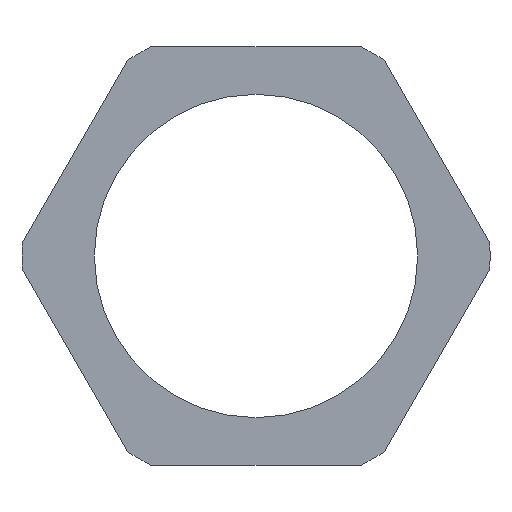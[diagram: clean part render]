
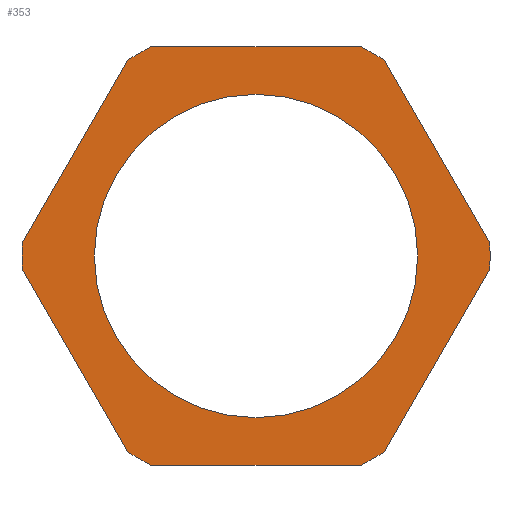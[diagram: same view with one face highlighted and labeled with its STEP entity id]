
A CAD part, front view. The second image highlights one B-rep face of the part: STEP entity #353.
In plain terms, the highlighted planar face has unit normal (0, -1, 0).
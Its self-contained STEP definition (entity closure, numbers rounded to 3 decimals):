
#9 = AXIS2_PLACEMENT_3D ( 'NONE', #317, #161, #446 ) ;
#15 = AXIS2_PLACEMENT_3D ( 'NONE', #305, #480, #184 ) ;
#19 = VECTOR ( 'NONE', #144, 1000. ) ;
#27 = CARTESIAN_POINT ( 'NONE',  ( -27.829, -3.5, -1.599 ) ) ;
#32 = FACE_OUTER_BOUND ( 'NONE', #472, .T. ) ;
#33 = DIRECTION ( 'NONE',  ( 0.5, 0., 0.866 ) ) ;
#36 = DIRECTION ( 'NONE',  ( 0., -1., 0. ) ) ;
#37 = CARTESIAN_POINT ( 'NONE',  ( 12.53, -3.5, 24.9 ) ) ;
#38 = ORIENTED_EDGE ( 'NONE', *, *, #512, .T. ) ;
#40 = ORIENTED_EDGE ( 'NONE', *, *, #423, .F. ) ;
#42 = AXIS2_PLACEMENT_3D ( 'NONE', #81, #36, #495 ) ;
#45 = DIRECTION ( 'NONE',  ( 0., 0., 1. ) ) ;
#47 = VERTEX_POINT ( 'NONE', #293 ) ;
#49 = DIRECTION ( 'NONE',  ( 0., 0., 1. ) ) ;
#53 = EDGE_CURVE ( 'NONE', #242, #54, #443, .T. ) ;
#54 = VERTEX_POINT ( 'NONE', #55 ) ;
#55 = CARTESIAN_POINT ( 'NONE',  ( 0., -3.5, -19.25 ) ) ;
#70 = ORIENTED_EDGE ( 'NONE', *, *, #53, .T. ) ;
#73 = CARTESIAN_POINT ( 'NONE',  ( 15.299, -3.5, -23.301 ) ) ;
#75 = DIRECTION ( 'NONE',  ( 0., 0., 1. ) ) ;
#81 = CARTESIAN_POINT ( 'NONE',  ( 0., -3.5, 0. ) ) ;
#83 = EDGE_CURVE ( 'NONE', #47, #328, #99, .T. ) ;
#87 = CARTESIAN_POINT ( 'NONE',  ( 0., -3.5, 0. ) ) ;
#89 = CIRCLE ( 'NONE', #398, 27.875 ) ;
#91 = VECTOR ( 'NONE', #149, 1000. ) ;
#99 = LINE ( 'NONE', #523, #19 ) ;
#105 = CARTESIAN_POINT ( 'NONE',  ( -15.299, -3.5, 23.301 ) ) ;
#109 = CIRCLE ( 'NONE', #372, 27.875 ) ;
#120 = VERTEX_POINT ( 'NONE', #297 ) ;
#124 = CARTESIAN_POINT ( 'NONE',  ( -28.752, -3.5, 0. ) ) ;
#130 = DIRECTION ( 'NONE',  ( 0., -1., 0. ) ) ;
#133 = LINE ( 'NONE', #540, #347 ) ;
#136 = AXIS2_PLACEMENT_3D ( 'NONE', #323, #280, #75 ) ;
#139 = CIRCLE ( 'NONE', #42, 27.875 ) ;
#144 = DIRECTION ( 'NONE',  ( -0.5, 0., 0.866 ) ) ;
#145 = ORIENTED_EDGE ( 'NONE', *, *, #517, .T. ) ;
#149 = DIRECTION ( 'NONE',  ( 0.5, 0., -0.866 ) ) ;
#151 = VERTEX_POINT ( 'NONE', #105 ) ;
#154 = AXIS2_PLACEMENT_3D ( 'NONE', #412, #130, #49 ) ;
#161 = DIRECTION ( 'NONE',  ( 0., 1., 0. ) ) ;
#170 = CARTESIAN_POINT ( 'NONE',  ( 14.376, -3.5, -24.9 ) ) ;
#174 = VECTOR ( 'NONE', #33, 1000. ) ;
#182 = ORIENTED_EDGE ( 'NONE', *, *, #296, .F. ) ;
#183 = AXIS2_PLACEMENT_3D ( 'NONE', #399, #276, #190 ) ;
#184 = DIRECTION ( 'NONE',  ( 0., 0., 1. ) ) ;
#190 = DIRECTION ( 'NONE',  ( 0., 0., 1. ) ) ;
#195 = CARTESIAN_POINT ( 'NONE',  ( 0., -3.5, 19.25 ) ) ;
#198 = VERTEX_POINT ( 'NONE', #489 ) ;
#208 = CARTESIAN_POINT ( 'NONE',  ( 27.829, -3.5, -1.599 ) ) ;
#215 = DIRECTION ( 'NONE',  ( 0., 0., 1. ) ) ;
#217 = ORIENTED_EDGE ( 'NONE', *, *, #83, .F. ) ;
#218 = LINE ( 'NONE', #124, #174 ) ;
#233 = ORIENTED_EDGE ( 'NONE', *, *, #552, .T. ) ;
#242 = VERTEX_POINT ( 'NONE', #195 ) ;
#252 = ORIENTED_EDGE ( 'NONE', *, *, #533, .F. ) ;
#259 = VERTEX_POINT ( 'NONE', #397 ) ;
#263 = ORIENTED_EDGE ( 'NONE', *, *, #365, .T. ) ;
#264 = VECTOR ( 'NONE', #334, 1000. ) ;
#269 = ORIENTED_EDGE ( 'NONE', *, *, #419, .T. ) ;
#276 = DIRECTION ( 'NONE',  ( 0., 1., 0. ) ) ;
#280 = DIRECTION ( 'NONE',  ( 0., -1., 0. ) ) ;
#283 = VERTEX_POINT ( 'NONE', #73 ) ;
#287 = LINE ( 'NONE', #170, #264 ) ;
#290 = AXIS2_PLACEMENT_3D ( 'NONE', #327, #507, #548 ) ;
#293 = CARTESIAN_POINT ( 'NONE',  ( -15.299, -3.5, -23.301 ) ) ;
#294 = FACE_BOUND ( 'NONE', #520, .T. ) ;
#296 = EDGE_CURVE ( 'NONE', #120, #458, #364, .T. ) ;
#297 = CARTESIAN_POINT ( 'NONE',  ( 15.299, -3.5, 23.301 ) ) ;
#305 = CARTESIAN_POINT ( 'NONE',  ( 0., -3.5, 0. ) ) ;
#314 = ORIENTED_EDGE ( 'NONE', *, *, #485, .T. ) ;
#317 = CARTESIAN_POINT ( 'NONE',  ( 0., -3.5, 0. ) ) ;
#320 = CARTESIAN_POINT ( 'NONE',  ( -12.53, -3.5, 24.9 ) ) ;
#323 = CARTESIAN_POINT ( 'NONE',  ( 0., -3.5, 0. ) ) ;
#327 = CARTESIAN_POINT ( 'NONE',  ( 0., -3.5, 0. ) ) ;
#328 = VERTEX_POINT ( 'NONE', #27 ) ;
#334 = DIRECTION ( 'NONE',  ( -1., 0., 0. ) ) ;
#347 = VECTOR ( 'NONE', #404, 1000. ) ;
#349 = CIRCLE ( 'NONE', #9, 19.25 ) ;
#353 = ADVANCED_FACE ( 'NONE', ( #294, #32 ), #537, .F. ) ;
#360 = CARTESIAN_POINT ( 'NONE',  ( -27.829, -3.5, 1.599 ) ) ;
#364 = LINE ( 'NONE', #392, #91 ) ;
#365 = EDGE_CURVE ( 'NONE', #47, #198, #544, .T. ) ;
#368 = ORIENTED_EDGE ( 'NONE', *, *, #460, .F. ) ;
#369 = VERTEX_POINT ( 'NONE', #208 ) ;
#370 = CARTESIAN_POINT ( 'NONE',  ( 0., -3.5, 0. ) ) ;
#372 = AXIS2_PLACEMENT_3D ( 'NONE', #87, #413, #215 ) ;
#374 = ORIENTED_EDGE ( 'NONE', *, *, #440, .T. ) ;
#392 = CARTESIAN_POINT ( 'NONE',  ( 14.376, -3.5, 24.9 ) ) ;
#397 = CARTESIAN_POINT ( 'NONE',  ( 12.53, -3.5, -24.9 ) ) ;
#398 = AXIS2_PLACEMENT_3D ( 'NONE', #370, #461, #45 ) ;
#399 = CARTESIAN_POINT ( 'NONE',  ( 0., -3.5, 0. ) ) ;
#404 = DIRECTION ( 'NONE',  ( 1., 0., 0. ) ) ;
#405 = DIRECTION ( 'NONE',  ( -0.5, 0., -0.866 ) ) ;
#408 = CIRCLE ( 'NONE', #154, 27.875 ) ;
#412 = CARTESIAN_POINT ( 'NONE',  ( 0., -3.5, 0. ) ) ;
#413 = DIRECTION ( 'NONE',  ( 0., -1., 0. ) ) ;
#419 = EDGE_CURVE ( 'NONE', #54, #242, #349, .T. ) ;
#423 = EDGE_CURVE ( 'NONE', #429, #151, #218, .T. ) ;
#429 = VERTEX_POINT ( 'NONE', #360 ) ;
#440 = EDGE_CURVE ( 'NONE', #470, #151, #139, .T. ) ;
#443 = CIRCLE ( 'NONE', #15, 19.25 ) ;
#446 = DIRECTION ( 'NONE',  ( 0., 0., 1. ) ) ;
#449 = VECTOR ( 'NONE', #405, 1000. ) ;
#451 = CARTESIAN_POINT ( 'NONE',  ( 27.829, -3.5, 1.599 ) ) ;
#458 = VERTEX_POINT ( 'NONE', #451 ) ;
#460 = EDGE_CURVE ( 'NONE', #369, #283, #463, .T. ) ;
#461 = DIRECTION ( 'NONE',  ( 0., -1., 0. ) ) ;
#463 = LINE ( 'NONE', #500, #449 ) ;
#470 = VERTEX_POINT ( 'NONE', #320 ) ;
#472 = EDGE_LOOP ( 'NONE', ( #374, #40, #314, #217, #263, #252, #38, #368, #233, #182, #145, #514 ) ) ;
#479 = EDGE_CURVE ( 'NONE', #470, #488, #133, .T. ) ;
#480 = DIRECTION ( 'NONE',  ( 0., 1., 0. ) ) ;
#485 = EDGE_CURVE ( 'NONE', #429, #328, #408, .T. ) ;
#488 = VERTEX_POINT ( 'NONE', #37 ) ;
#489 = CARTESIAN_POINT ( 'NONE',  ( -12.53, -3.5, -24.9 ) ) ;
#495 = DIRECTION ( 'NONE',  ( 0., 0., 1. ) ) ;
#496 = CIRCLE ( 'NONE', #290, 27.875 ) ;
#500 = CARTESIAN_POINT ( 'NONE',  ( 28.752, -3.5, 0. ) ) ;
#507 = DIRECTION ( 'NONE',  ( 0., -1., 0. ) ) ;
#512 = EDGE_CURVE ( 'NONE', #259, #283, #109, .T. ) ;
#514 = ORIENTED_EDGE ( 'NONE', *, *, #479, .F. ) ;
#517 = EDGE_CURVE ( 'NONE', #120, #488, #89, .T. ) ;
#520 = EDGE_LOOP ( 'NONE', ( #70, #269 ) ) ;
#523 = CARTESIAN_POINT ( 'NONE',  ( -14.376, -3.5, -24.9 ) ) ;
#533 = EDGE_CURVE ( 'NONE', #259, #198, #287, .T. ) ;
#537 = PLANE ( 'NONE',  #183 ) ;
#540 = CARTESIAN_POINT ( 'NONE',  ( -14.376, -3.5, 24.9 ) ) ;
#544 = CIRCLE ( 'NONE', #136, 27.875 ) ;
#548 = DIRECTION ( 'NONE',  ( 0., 0., 1. ) ) ;
#552 = EDGE_CURVE ( 'NONE', #369, #458, #496, .T. ) ;
